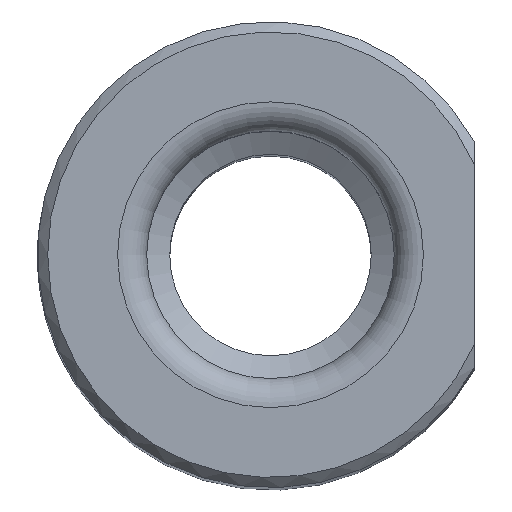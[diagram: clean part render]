
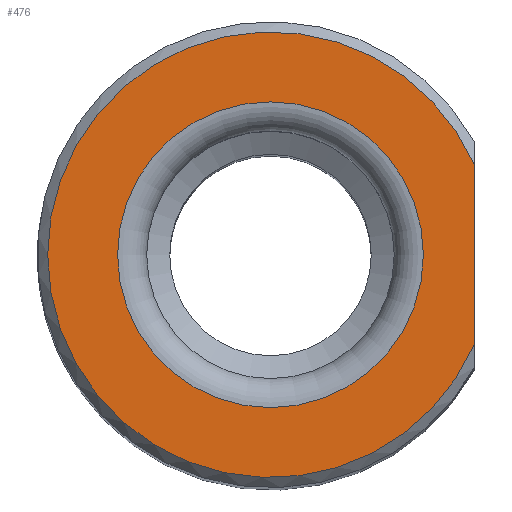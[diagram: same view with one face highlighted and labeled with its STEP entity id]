
A CAD part, top view. The second image highlights one B-rep face of the part: STEP entity #476.
In plain terms, the highlighted planar face has unit normal (0, 0, 1).
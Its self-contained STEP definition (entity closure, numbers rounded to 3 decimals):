
#34=PLANE('',#516);
#48=LINE('',#698,#56);
#56=VECTOR('',#589,1000.);
#78=ORIENTED_EDGE('',*,*,#145,.F.);
#79=ORIENTED_EDGE('',*,*,#146,.F.);
#80=ORIENTED_EDGE('',*,*,#142,.T.);
#142=EDGE_CURVE('',#176,#177,#197,.T.);
#145=EDGE_CURVE('',#178,#178,#198,.T.);
#146=EDGE_CURVE('',#176,#177,#48,.T.);
#176=VERTEX_POINT('',#685);
#177=VERTEX_POINT('',#686);
#178=VERTEX_POINT('',#697);
#197=CIRCLE('',#515,7.65);
#198=CIRCLE('',#517,5.25);
#218=EDGE_LOOP('',(#78));
#219=EDGE_LOOP('',(#79,#80));
#260=FACE_BOUND('',#218,.T.);
#261=FACE_BOUND('',#219,.T.);
#476=ADVANCED_FACE('',(#260,#261),#34,.F.);
#515=AXIS2_PLACEMENT_3D('',#684,#583,#584);
#516=AXIS2_PLACEMENT_3D('',#695,#585,#586);
#517=AXIS2_PLACEMENT_3D('',#696,#587,#588);
#583=DIRECTION('',(0.,0.,1.));
#584=DIRECTION('',(1.,0.,0.));
#585=DIRECTION('',(0.,0.,-1.));
#586=DIRECTION('',(-1.,0.,0.));
#587=DIRECTION('',(0.,0.,1.));
#588=DIRECTION('',(1.,0.,0.));
#589=DIRECTION('',(0.,-1.,0.));
#684=CARTESIAN_POINT('',(0.,0.,66.));
#685=CARTESIAN_POINT('',(7.,3.086,66.));
#686=CARTESIAN_POINT('',(7.,-3.086,66.));
#695=CARTESIAN_POINT('',(7.65,0.,66.));
#696=CARTESIAN_POINT('',(0.,0.,66.));
#697=CARTESIAN_POINT('',(5.25,0.,66.));
#698=CARTESIAN_POINT('',(7.,0.,66.));
